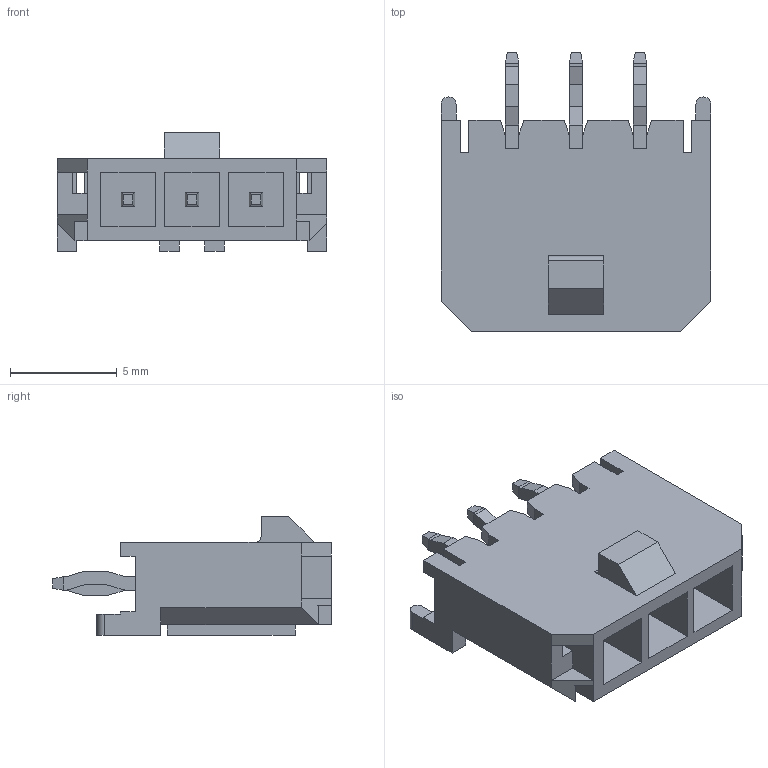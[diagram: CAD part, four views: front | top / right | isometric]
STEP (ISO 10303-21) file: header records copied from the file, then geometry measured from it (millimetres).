
FILE_DESCRIPTION(('STEP AP214'),'1');
FILE_NAME('66064.stp','2017-04-25T12:38:09',('TraceParts'),('TraceParts S.A.'),'Spatial InterOp 3D',' ',' ');
FILE_SCHEMA(('automotive_design'));
Length unit declared in the file: millimetre
Products named in the file (4): 66064_1; 66064_2; 66064_3; 66064_4
Bounding box: 12.65 x 13.08 x 5.57 mm (x, y, z)
Volume: 302.7 mm3; surface area: 872.2 mm2
Topology: 4 solids, 4 shells, 226 faces, 623 edges, 400 vertices
Faces by surface type: plane 221, cylinder 5
Entity records: 8886 total; most frequent: CARTESIAN_POINT 1253, ORIENTED_EDGE 1246, DIRECTION 1093, EDGE_CURVE 623, LINE 613, VECTOR 613, VERTEX_POINT 400, AXIS2_PLACEMENT_3D 240
